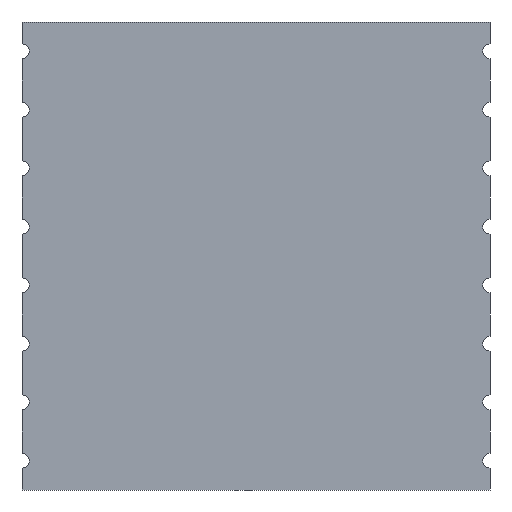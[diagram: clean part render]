
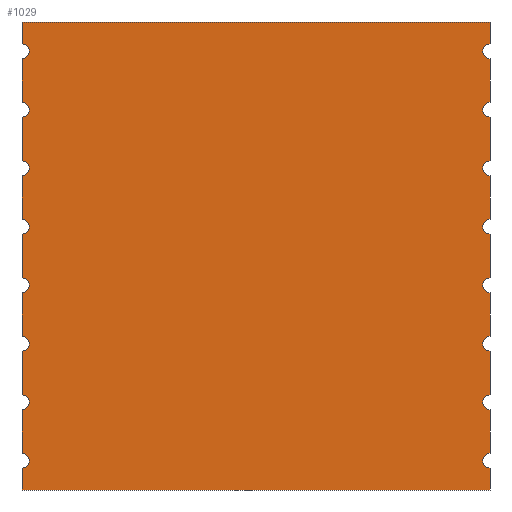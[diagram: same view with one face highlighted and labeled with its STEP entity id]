
A CAD part, front view. The second image highlights one B-rep face of the part: STEP entity #1029.
In plain terms, the highlighted planar face has unit normal (0, -1, 0).
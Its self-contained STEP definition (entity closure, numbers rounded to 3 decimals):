
#65=CIRCLE('',#1065,0.25);
#67=CIRCLE('',#1069,0.25);
#69=CIRCLE('',#1073,0.25);
#71=CIRCLE('',#1077,0.25);
#73=CIRCLE('',#1081,0.25);
#75=CIRCLE('',#1085,0.25);
#77=CIRCLE('',#1089,0.25);
#79=CIRCLE('',#1095,0.25);
#81=CIRCLE('',#1099,0.25);
#83=CIRCLE('',#1103,0.25);
#85=CIRCLE('',#1107,0.25);
#87=CIRCLE('',#1111,0.25);
#89=CIRCLE('',#1115,0.25);
#91=CIRCLE('',#1119,0.25);
#93=CIRCLE('',#1123,0.25);
#95=CIRCLE('',#1129,0.25);
#211=PLANE('',#1132);
#258=FACE_OUTER_BOUND('',#306,.T.);
#306=EDGE_LOOP('',(#927,#928,#929,#930,#931,#932,#933,#934,#935,#936,#937,
#938,#939,#940,#941,#942,#943,#944,#945,#946,#947,#948,#949,#950,#951,#952,
#953,#954,#955,#956,#957,#958,#959,#960,#961,#962));
#327=LINE('',#1525,#419);
#332=LINE('',#1539,#424);
#336=LINE('',#1551,#428);
#340=LINE('',#1563,#432);
#344=LINE('',#1575,#436);
#348=LINE('',#1587,#440);
#352=LINE('',#1599,#444);
#356=LINE('',#1611,#448);
#359=LINE('',#1617,#451);
#362=LINE('',#1623,#454);
#366=LINE('',#1635,#458);
#370=LINE('',#1647,#462);
#374=LINE('',#1659,#466);
#378=LINE('',#1671,#470);
#382=LINE('',#1683,#474);
#386=LINE('',#1695,#478);
#390=LINE('',#1707,#482);
#394=LINE('',#1719,#486);
#397=LINE('',#1725,#489);
#400=LINE('',#1731,#492);
#419=VECTOR('',#1208,10.);
#424=VECTOR('',#1221,10.);
#428=VECTOR('',#1233,10.);
#432=VECTOR('',#1245,10.);
#436=VECTOR('',#1257,10.);
#440=VECTOR('',#1269,10.);
#444=VECTOR('',#1281,10.);
#448=VECTOR('',#1293,10.);
#451=VECTOR('',#1298,10.);
#454=VECTOR('',#1303,10.);
#458=VECTOR('',#1315,10.);
#462=VECTOR('',#1327,10.);
#466=VECTOR('',#1339,10.);
#470=VECTOR('',#1351,10.);
#474=VECTOR('',#1363,10.);
#478=VECTOR('',#1375,10.);
#482=VECTOR('',#1387,10.);
#486=VECTOR('',#1399,10.);
#489=VECTOR('',#1404,10.);
#492=VECTOR('',#1409,10.);
#507=VERTEX_POINT('',#1523);
#508=VERTEX_POINT('',#1524);
#511=VERTEX_POINT('',#1532);
#513=VERTEX_POINT('',#1538);
#515=VERTEX_POINT('',#1544);
#517=VERTEX_POINT('',#1550);
#519=VERTEX_POINT('',#1556);
#521=VERTEX_POINT('',#1562);
#523=VERTEX_POINT('',#1568);
#525=VERTEX_POINT('',#1574);
#527=VERTEX_POINT('',#1580);
#529=VERTEX_POINT('',#1586);
#531=VERTEX_POINT('',#1592);
#533=VERTEX_POINT('',#1598);
#535=VERTEX_POINT('',#1604);
#537=VERTEX_POINT('',#1610);
#539=VERTEX_POINT('',#1616);
#541=VERTEX_POINT('',#1622);
#543=VERTEX_POINT('',#1628);
#545=VERTEX_POINT('',#1634);
#547=VERTEX_POINT('',#1640);
#549=VERTEX_POINT('',#1646);
#551=VERTEX_POINT('',#1652);
#553=VERTEX_POINT('',#1658);
#555=VERTEX_POINT('',#1664);
#557=VERTEX_POINT('',#1670);
#559=VERTEX_POINT('',#1676);
#561=VERTEX_POINT('',#1682);
#563=VERTEX_POINT('',#1688);
#565=VERTEX_POINT('',#1694);
#567=VERTEX_POINT('',#1700);
#569=VERTEX_POINT('',#1706);
#571=VERTEX_POINT('',#1712);
#573=VERTEX_POINT('',#1718);
#575=VERTEX_POINT('',#1724);
#577=VERTEX_POINT('',#1730);
#599=EDGE_CURVE('',#507,#508,#327,.T.);
#603=EDGE_CURVE('',#511,#507,#65,.T.);
#606=EDGE_CURVE('',#513,#511,#332,.T.);
#609=EDGE_CURVE('',#515,#513,#67,.T.);
#612=EDGE_CURVE('',#517,#515,#336,.T.);
#615=EDGE_CURVE('',#519,#517,#69,.T.);
#618=EDGE_CURVE('',#521,#519,#340,.T.);
#621=EDGE_CURVE('',#523,#521,#71,.T.);
#624=EDGE_CURVE('',#525,#523,#344,.T.);
#627=EDGE_CURVE('',#527,#525,#73,.T.);
#630=EDGE_CURVE('',#529,#527,#348,.T.);
#633=EDGE_CURVE('',#531,#529,#75,.T.);
#636=EDGE_CURVE('',#533,#531,#352,.T.);
#639=EDGE_CURVE('',#535,#533,#77,.T.);
#642=EDGE_CURVE('',#537,#535,#356,.T.);
#645=EDGE_CURVE('',#539,#537,#359,.T.);
#648=EDGE_CURVE('',#541,#539,#362,.T.);
#651=EDGE_CURVE('',#543,#541,#79,.T.);
#654=EDGE_CURVE('',#545,#543,#366,.T.);
#657=EDGE_CURVE('',#547,#545,#81,.T.);
#660=EDGE_CURVE('',#549,#547,#370,.T.);
#663=EDGE_CURVE('',#551,#549,#83,.T.);
#666=EDGE_CURVE('',#553,#551,#374,.T.);
#669=EDGE_CURVE('',#555,#553,#85,.T.);
#672=EDGE_CURVE('',#557,#555,#378,.T.);
#675=EDGE_CURVE('',#559,#557,#87,.T.);
#678=EDGE_CURVE('',#561,#559,#382,.T.);
#681=EDGE_CURVE('',#563,#561,#89,.T.);
#684=EDGE_CURVE('',#565,#563,#386,.T.);
#687=EDGE_CURVE('',#567,#565,#91,.T.);
#690=EDGE_CURVE('',#569,#567,#390,.T.);
#693=EDGE_CURVE('',#571,#569,#93,.T.);
#696=EDGE_CURVE('',#573,#571,#394,.T.);
#699=EDGE_CURVE('',#575,#573,#397,.T.);
#702=EDGE_CURVE('',#577,#575,#400,.T.);
#705=EDGE_CURVE('',#508,#577,#95,.T.);
#927=ORIENTED_EDGE('',*,*,#705,.F.);
#928=ORIENTED_EDGE('',*,*,#599,.F.);
#929=ORIENTED_EDGE('',*,*,#603,.F.);
#930=ORIENTED_EDGE('',*,*,#606,.F.);
#931=ORIENTED_EDGE('',*,*,#609,.F.);
#932=ORIENTED_EDGE('',*,*,#612,.F.);
#933=ORIENTED_EDGE('',*,*,#615,.F.);
#934=ORIENTED_EDGE('',*,*,#618,.F.);
#935=ORIENTED_EDGE('',*,*,#621,.F.);
#936=ORIENTED_EDGE('',*,*,#624,.F.);
#937=ORIENTED_EDGE('',*,*,#627,.F.);
#938=ORIENTED_EDGE('',*,*,#630,.F.);
#939=ORIENTED_EDGE('',*,*,#633,.F.);
#940=ORIENTED_EDGE('',*,*,#636,.F.);
#941=ORIENTED_EDGE('',*,*,#639,.F.);
#942=ORIENTED_EDGE('',*,*,#642,.F.);
#943=ORIENTED_EDGE('',*,*,#645,.F.);
#944=ORIENTED_EDGE('',*,*,#648,.F.);
#945=ORIENTED_EDGE('',*,*,#651,.F.);
#946=ORIENTED_EDGE('',*,*,#654,.F.);
#947=ORIENTED_EDGE('',*,*,#657,.F.);
#948=ORIENTED_EDGE('',*,*,#660,.F.);
#949=ORIENTED_EDGE('',*,*,#663,.F.);
#950=ORIENTED_EDGE('',*,*,#666,.F.);
#951=ORIENTED_EDGE('',*,*,#669,.F.);
#952=ORIENTED_EDGE('',*,*,#672,.F.);
#953=ORIENTED_EDGE('',*,*,#675,.F.);
#954=ORIENTED_EDGE('',*,*,#678,.F.);
#955=ORIENTED_EDGE('',*,*,#681,.F.);
#956=ORIENTED_EDGE('',*,*,#684,.F.);
#957=ORIENTED_EDGE('',*,*,#687,.F.);
#958=ORIENTED_EDGE('',*,*,#690,.F.);
#959=ORIENTED_EDGE('',*,*,#693,.F.);
#960=ORIENTED_EDGE('',*,*,#696,.F.);
#961=ORIENTED_EDGE('',*,*,#699,.F.);
#962=ORIENTED_EDGE('',*,*,#702,.F.);
#1029=ADVANCED_FACE('',(#258),#211,.F.);
#1065=AXIS2_PLACEMENT_3D('',#1533,#1214,#1215);
#1069=AXIS2_PLACEMENT_3D('',#1545,#1226,#1227);
#1073=AXIS2_PLACEMENT_3D('',#1557,#1238,#1239);
#1077=AXIS2_PLACEMENT_3D('',#1569,#1250,#1251);
#1081=AXIS2_PLACEMENT_3D('',#1581,#1262,#1263);
#1085=AXIS2_PLACEMENT_3D('',#1593,#1274,#1275);
#1089=AXIS2_PLACEMENT_3D('',#1605,#1286,#1287);
#1095=AXIS2_PLACEMENT_3D('',#1629,#1308,#1309);
#1099=AXIS2_PLACEMENT_3D('',#1641,#1320,#1321);
#1103=AXIS2_PLACEMENT_3D('',#1653,#1332,#1333);
#1107=AXIS2_PLACEMENT_3D('',#1665,#1344,#1345);
#1111=AXIS2_PLACEMENT_3D('',#1677,#1356,#1357);
#1115=AXIS2_PLACEMENT_3D('',#1689,#1368,#1369);
#1119=AXIS2_PLACEMENT_3D('',#1701,#1380,#1381);
#1123=AXIS2_PLACEMENT_3D('',#1713,#1392,#1393);
#1129=AXIS2_PLACEMENT_3D('',#1736,#1414,#1415);
#1132=AXIS2_PLACEMENT_3D('',#1739,#1420,#1421);
#1208=DIRECTION('',(0.,0.,1.));
#1214=DIRECTION('center_axis',(0.,-1.,0.));
#1215=DIRECTION('ref_axis',(1.,0.,0.));
#1221=DIRECTION('',(0.,0.,1.));
#1226=DIRECTION('center_axis',(0.,-1.,0.));
#1227=DIRECTION('ref_axis',(1.,0.,0.));
#1233=DIRECTION('',(0.,0.,1.));
#1238=DIRECTION('center_axis',(0.,-1.,0.));
#1239=DIRECTION('ref_axis',(1.,0.,0.));
#1245=DIRECTION('',(0.,0.,1.));
#1250=DIRECTION('center_axis',(0.,-1.,0.));
#1251=DIRECTION('ref_axis',(1.,0.,0.));
#1257=DIRECTION('',(0.,0.,1.));
#1262=DIRECTION('center_axis',(0.,-1.,0.));
#1263=DIRECTION('ref_axis',(1.,0.,0.));
#1269=DIRECTION('',(0.,0.,1.));
#1274=DIRECTION('center_axis',(0.,-1.,0.));
#1275=DIRECTION('ref_axis',(1.,0.,0.));
#1281=DIRECTION('',(0.,0.,1.));
#1286=DIRECTION('center_axis',(0.,-1.,0.));
#1287=DIRECTION('ref_axis',(1.,0.,0.));
#1293=DIRECTION('',(0.,0.,1.));
#1298=DIRECTION('',(-1.,0.,0.));
#1303=DIRECTION('',(0.,0.,-1.));
#1308=DIRECTION('center_axis',(0.,-1.,0.));
#1309=DIRECTION('ref_axis',(1.,0.,0.));
#1315=DIRECTION('',(0.,0.,-1.));
#1320=DIRECTION('center_axis',(0.,-1.,0.));
#1321=DIRECTION('ref_axis',(1.,0.,0.));
#1327=DIRECTION('',(0.,0.,-1.));
#1332=DIRECTION('center_axis',(0.,-1.,0.));
#1333=DIRECTION('ref_axis',(1.,0.,0.));
#1339=DIRECTION('',(0.,0.,-1.));
#1344=DIRECTION('center_axis',(0.,-1.,0.));
#1345=DIRECTION('ref_axis',(1.,0.,0.));
#1351=DIRECTION('',(0.,0.,-1.));
#1356=DIRECTION('center_axis',(0.,-1.,0.));
#1357=DIRECTION('ref_axis',(1.,0.,0.));
#1363=DIRECTION('',(0.,0.,-1.));
#1368=DIRECTION('center_axis',(0.,-1.,0.));
#1369=DIRECTION('ref_axis',(1.,0.,0.));
#1375=DIRECTION('',(0.,0.,-1.));
#1380=DIRECTION('center_axis',(0.,-1.,0.));
#1381=DIRECTION('ref_axis',(1.,0.,0.));
#1387=DIRECTION('',(0.,0.,-1.));
#1392=DIRECTION('center_axis',(0.,-1.,0.));
#1393=DIRECTION('ref_axis',(1.,0.,0.));
#1399=DIRECTION('',(0.,0.,-1.));
#1404=DIRECTION('',(1.,0.,0.));
#1409=DIRECTION('',(0.,0.,1.));
#1414=DIRECTION('center_axis',(0.,-1.,0.));
#1415=DIRECTION('ref_axis',(1.,0.,0.));
#1420=DIRECTION('center_axis',(0.,1.,0.));
#1421=DIRECTION('ref_axis',(0.,0.,1.));
#1523=CARTESIAN_POINT('',(-8.,0.,5.25));
#1524=CARTESIAN_POINT('',(-8.,0.,6.75));
#1525=CARTESIAN_POINT('',(-8.,0.,-8.));
#1532=CARTESIAN_POINT('',(-8.,0.,4.75));
#1533=CARTESIAN_POINT('Origin',(-8.,0.,5.));
#1538=CARTESIAN_POINT('',(-8.,0.,3.25));
#1539=CARTESIAN_POINT('',(-8.,0.,-8.));
#1544=CARTESIAN_POINT('',(-8.,0.,2.75));
#1545=CARTESIAN_POINT('Origin',(-8.,0.,3.));
#1550=CARTESIAN_POINT('',(-8.,0.,1.25));
#1551=CARTESIAN_POINT('',(-8.,0.,-8.));
#1556=CARTESIAN_POINT('',(-8.,0.,0.75));
#1557=CARTESIAN_POINT('Origin',(-8.,0.,1.));
#1562=CARTESIAN_POINT('',(-8.,0.,-0.75));
#1563=CARTESIAN_POINT('',(-8.,0.,-8.));
#1568=CARTESIAN_POINT('',(-8.,0.,-1.25));
#1569=CARTESIAN_POINT('Origin',(-8.,0.,-1.));
#1574=CARTESIAN_POINT('',(-8.,0.,-2.75));
#1575=CARTESIAN_POINT('',(-8.,0.,-8.));
#1580=CARTESIAN_POINT('',(-8.,0.,-3.25));
#1581=CARTESIAN_POINT('Origin',(-8.,0.,-3.));
#1586=CARTESIAN_POINT('',(-8.,0.,-4.75));
#1587=CARTESIAN_POINT('',(-8.,0.,-8.));
#1592=CARTESIAN_POINT('',(-8.,0.,-5.25));
#1593=CARTESIAN_POINT('Origin',(-8.,0.,-5.));
#1598=CARTESIAN_POINT('',(-8.,0.,-6.75));
#1599=CARTESIAN_POINT('',(-8.,0.,-8.));
#1604=CARTESIAN_POINT('',(-8.,0.,-7.25));
#1605=CARTESIAN_POINT('Origin',(-8.,0.,-7.));
#1610=CARTESIAN_POINT('',(-8.,0.,-8.));
#1611=CARTESIAN_POINT('',(-8.,0.,-8.));
#1616=CARTESIAN_POINT('',(8.,0.,-8.));
#1617=CARTESIAN_POINT('',(8.,0.,-8.));
#1622=CARTESIAN_POINT('',(8.,0.,-7.25));
#1623=CARTESIAN_POINT('',(8.,0.,8.));
#1628=CARTESIAN_POINT('',(8.,0.,-6.75));
#1629=CARTESIAN_POINT('Origin',(8.,0.,-7.));
#1634=CARTESIAN_POINT('',(8.,0.,-5.25));
#1635=CARTESIAN_POINT('',(8.,0.,8.));
#1640=CARTESIAN_POINT('',(8.,0.,-4.75));
#1641=CARTESIAN_POINT('Origin',(8.,0.,-5.));
#1646=CARTESIAN_POINT('',(8.,0.,-3.25));
#1647=CARTESIAN_POINT('',(8.,0.,8.));
#1652=CARTESIAN_POINT('',(8.,0.,-2.75));
#1653=CARTESIAN_POINT('Origin',(8.,0.,-3.));
#1658=CARTESIAN_POINT('',(8.,0.,-1.25));
#1659=CARTESIAN_POINT('',(8.,0.,8.));
#1664=CARTESIAN_POINT('',(8.,0.,-0.75));
#1665=CARTESIAN_POINT('Origin',(8.,0.,-1.));
#1670=CARTESIAN_POINT('',(8.,0.,0.75));
#1671=CARTESIAN_POINT('',(8.,0.,8.));
#1676=CARTESIAN_POINT('',(8.,0.,1.25));
#1677=CARTESIAN_POINT('Origin',(8.,0.,1.));
#1682=CARTESIAN_POINT('',(8.,0.,2.75));
#1683=CARTESIAN_POINT('',(8.,0.,8.));
#1688=CARTESIAN_POINT('',(8.,0.,3.25));
#1689=CARTESIAN_POINT('Origin',(8.,0.,3.));
#1694=CARTESIAN_POINT('',(8.,0.,4.75));
#1695=CARTESIAN_POINT('',(8.,0.,8.));
#1700=CARTESIAN_POINT('',(8.,0.,5.25));
#1701=CARTESIAN_POINT('Origin',(8.,0.,5.));
#1706=CARTESIAN_POINT('',(8.,0.,6.75));
#1707=CARTESIAN_POINT('',(8.,0.,8.));
#1712=CARTESIAN_POINT('',(8.,0.,7.25));
#1713=CARTESIAN_POINT('Origin',(8.,0.,7.));
#1718=CARTESIAN_POINT('',(8.,0.,8.));
#1719=CARTESIAN_POINT('',(8.,0.,8.));
#1724=CARTESIAN_POINT('',(-8.,0.,8.));
#1725=CARTESIAN_POINT('',(-8.,0.,8.));
#1730=CARTESIAN_POINT('',(-8.,0.,7.25));
#1731=CARTESIAN_POINT('',(-8.,0.,-8.));
#1736=CARTESIAN_POINT('Origin',(-8.,0.,7.));
#1739=CARTESIAN_POINT('Origin',(0.,0.,0.));
